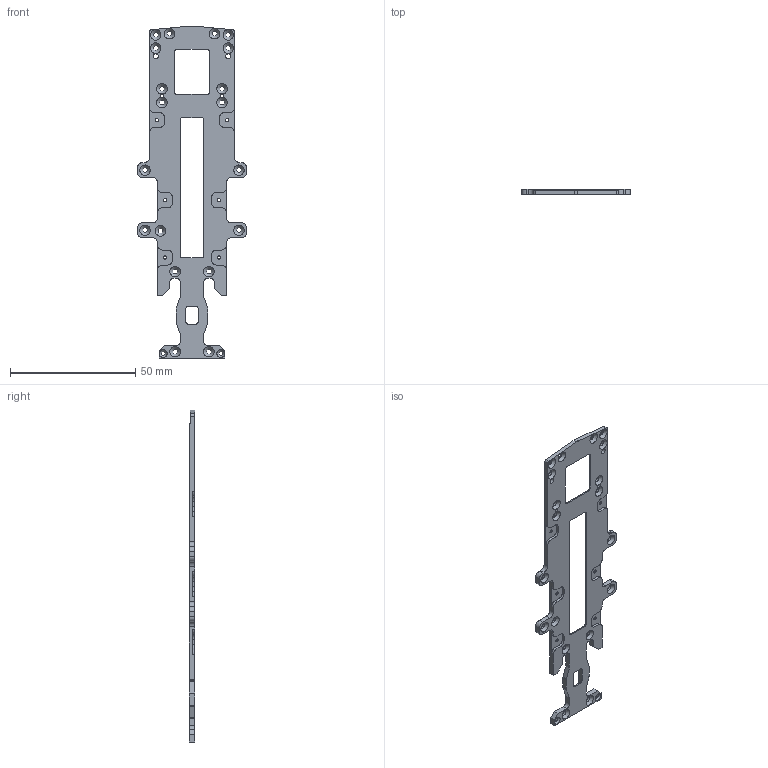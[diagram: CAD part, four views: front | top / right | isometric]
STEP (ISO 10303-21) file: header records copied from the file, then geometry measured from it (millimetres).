
FILE_DESCRIPTION(/* description */ (''),/* implementation_level */ '2;1');
FILE_NAME(/* name */ 'Chassis MRT Beluga hybrid v4.step',/* time_stamp */ '2024-04-28T14:25:02+01:00',/* author */ (''),/* organization */ (''),/* preprocessor_version */ 'ST-DEVELOPER v20',/* originating_system */ 'Autodesk Translation Framework v12.20.1.177',/* authorisation */ '');
FILE_SCHEMA (('AUTOMOTIVE_DESIGN { 1 0 10303 214 3 1 1 }','FEATURE_BASED_PROCESS_PLANNING'));
Length unit declared in the file: millimetre
Products named in the file (1): Chassis MRT Beluga hybrid
Bounding box: 43.51 x 2 x 132.58 mm (x, y, z)
Volume: 4683.6 mm3; surface area: 7380.9 mm2
Topology: 1 solids, 1 shells, 238 faces, 687 edges, 449 vertices
Faces by surface type: cylinder 112, plane 99, cone 27
Full cylindrical faces by diameter (mm): 1.3 x6, 1.4 x2, 1.6 x2, 2 x21
Entity records: 8078 total; most frequent: DIRECTION 1420, CARTESIAN_POINT 1411, ORIENTED_EDGE 1374, EDGE_CURVE 687, AXIS2_PLACEMENT_3D 498, VERTEX_POINT 449, LINE 424, VECTOR 424
